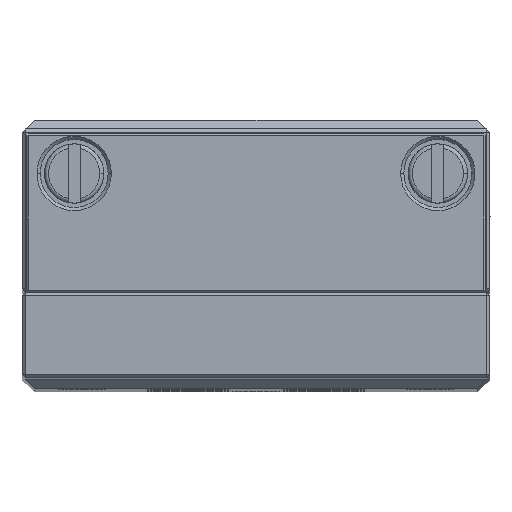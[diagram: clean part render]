
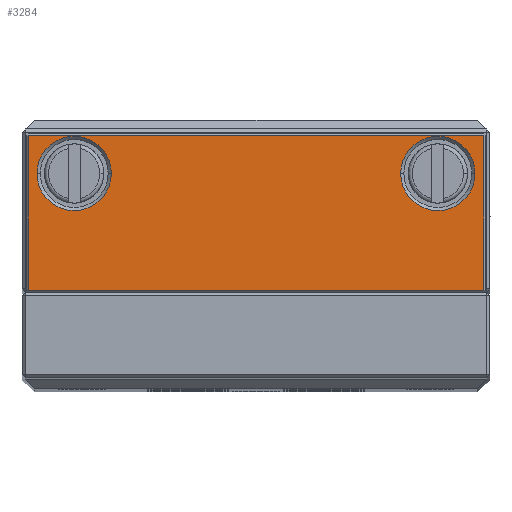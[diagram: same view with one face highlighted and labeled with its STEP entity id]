
A CAD part, top view. The second image highlights one B-rep face of the part: STEP entity #3284.
In plain terms, the highlighted planar face has unit normal (0, 0, 1).
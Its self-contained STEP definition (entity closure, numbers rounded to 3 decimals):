
#465 = FACE_BOUND ( 'NONE', #26565, .T. ) ;
#467 = DIRECTION ( 'NONE',  ( 0., 0., 1. ) ) ;
#471 = FACE_OUTER_BOUND ( 'NONE', #26856, .T. ) ;
#472 = CARTESIAN_POINT ( 'NONE',  ( -14.5, 6.08, 81. ) ) ;
#474 = FACE_BOUND ( 'NONE', #26555, .T. ) ;
#475 = PLANE ( 'NONE',  #34727 ) ;
#476 = DIRECTION ( 'NONE',  ( 1., 0., 0. ) ) ;
#3284 = ADVANCED_FACE ( 'NONE', ( #471, #465, #474 ), #475, .T. ) ;
#3674 = CIRCLE ( 'NONE', #3687, 2.35 ) ;
#3678 = CIRCLE ( 'NONE', #3683, 2.35 ) ;
#3682 = VECTOR ( 'NONE', #7084, 1000. ) ;
#3683 = AXIS2_PLACEMENT_3D ( 'NONE', #7075, #7076, #7077 ) ;
#3685 = VECTOR ( 'NONE', #7093, 1000. ) ;
#3687 = AXIS2_PLACEMENT_3D ( 'NONE', #7080, #7081, #7082 ) ;
#3689 = VECTOR ( 'NONE', #7087, 1000. ) ;
#3691 = VECTOR ( 'NONE', #7090, 1000. ) ;
#7067 = CARTESIAN_POINT ( 'NONE',  ( 14.5, 6.18, 81. ) ) ;
#7074 = LINE ( 'NONE', #7067, #3689 ) ;
#7075 = CARTESIAN_POINT ( 'NONE',  ( -11.5, 13.58, 81. ) ) ;
#7076 = DIRECTION ( 'NONE',  ( 0., 0., -1. ) ) ;
#7077 = DIRECTION ( 'NONE',  ( 1., 0., 0. ) ) ;
#7078 = LINE ( 'NONE', #7079, #3682 ) ;
#7079 = CARTESIAN_POINT ( 'NONE',  ( -14.4, 6.08, 81. ) ) ;
#7080 = CARTESIAN_POINT ( 'NONE',  ( 11.5, 13.58, 81. ) ) ;
#7081 = DIRECTION ( 'NONE',  ( 0., 0., -1. ) ) ;
#7082 = DIRECTION ( 'NONE',  ( 1., 0., 0. ) ) ;
#7083 = LINE ( 'NONE', #7088, #3691 ) ;
#7084 = DIRECTION ( 'NONE',  ( 0., -1., 0. ) ) ;
#7085 = CARTESIAN_POINT ( 'NONE',  ( -14.5, 15.98, 81. ) ) ;
#7086 = LINE ( 'NONE', #7085, #3685 ) ;
#7087 = DIRECTION ( 'NONE',  ( 1., 0., 0. ) ) ;
#7088 = CARTESIAN_POINT ( 'NONE',  ( 14.4, 16.08, 81. ) ) ;
#7090 = DIRECTION ( 'NONE',  ( 0., 1., 0. ) ) ;
#7093 = DIRECTION ( 'NONE',  ( -1., 0., 0. ) ) ;
#7226 = CARTESIAN_POINT ( 'NONE',  ( -9.15, 13.58, 81. ) ) ;
#7262 = CARTESIAN_POINT ( 'NONE',  ( -14.4, 15.98, 81. ) ) ;
#8841 = EDGE_CURVE ( 'NONE', #31028, #30855, #24348, .T. ) ;
#8843 = EDGE_CURVE ( 'NONE', #30649, #30976, #24336, .T. ) ;
#9417 = CARTESIAN_POINT ( 'NONE',  ( 11.5, 13.58, 81. ) ) ;
#9418 = DIRECTION ( 'NONE',  ( 0., 0., -1. ) ) ;
#9419 = DIRECTION ( 'NONE',  ( 1., 0., 0. ) ) ;
#9424 = CARTESIAN_POINT ( 'NONE',  ( -11.5, 13.58, 81. ) ) ;
#9425 = DIRECTION ( 'NONE',  ( 0., 0., -1. ) ) ;
#9426 = DIRECTION ( 'NONE',  ( 1., 0., 0. ) ) ;
#12870 = ORIENTED_EDGE ( 'NONE', *, *, #30539, .T. ) ;
#12874 = ORIENTED_EDGE ( 'NONE', *, *, #30543, .T. ) ;
#12875 = ORIENTED_EDGE ( 'NONE', *, *, #8841, .T. ) ;
#12879 = ORIENTED_EDGE ( 'NONE', *, *, #8843, .T. ) ;
#16567 = ORIENTED_EDGE ( 'NONE', *, *, #30534, .T. ) ;
#16570 = ORIENTED_EDGE ( 'NONE', *, *, #30536, .T. ) ;
#16571 = ORIENTED_EDGE ( 'NONE', *, *, #30546, .T. ) ;
#16572 = ORIENTED_EDGE ( 'NONE', *, *, #30541, .T. ) ;
#24328 = AXIS2_PLACEMENT_3D ( 'NONE', #9424, #9425, #9426 ) ;
#24333 = AXIS2_PLACEMENT_3D ( 'NONE', #9417, #9418, #9419 ) ;
#24336 = CIRCLE ( 'NONE', #24328, 2.35 ) ;
#24348 = CIRCLE ( 'NONE', #24333, 2.35 ) ;
#26555 = EDGE_LOOP ( 'NONE', ( #12879, #16567 ) ) ;
#26565 = EDGE_LOOP ( 'NONE', ( #12875, #16570 ) ) ;
#26856 = EDGE_LOOP ( 'NONE', ( #12870, #16572, #12874, #16571 ) ) ;
#28319 = CARTESIAN_POINT ( 'NONE',  ( 14.4, 6.18, 81. ) ) ;
#28834 = CARTESIAN_POINT ( 'NONE',  ( 9.15, 13.58, 81. ) ) ;
#29251 = CARTESIAN_POINT ( 'NONE',  ( -14.4, 6.18, 81. ) ) ;
#29279 = CARTESIAN_POINT ( 'NONE',  ( -13.85, 13.58, 81. ) ) ;
#29375 = CARTESIAN_POINT ( 'NONE',  ( 13.85, 13.58, 81. ) ) ;
#29561 = CARTESIAN_POINT ( 'NONE',  ( 14.4, 15.98, 81. ) ) ;
#30534 = EDGE_CURVE ( 'NONE', #30976, #30649, #3678, .T. ) ;
#30536 = EDGE_CURVE ( 'NONE', #30855, #31028, #3674, .T. ) ;
#30539 = EDGE_CURVE ( 'NONE', #30668, #30962, #7078, .T. ) ;
#30541 = EDGE_CURVE ( 'NONE', #30962, #30740, #7074, .T. ) ;
#30543 = EDGE_CURVE ( 'NONE', #30740, #31114, #7083, .T. ) ;
#30546 = EDGE_CURVE ( 'NONE', #31114, #30668, #7086, .T. ) ;
#30649 = VERTEX_POINT ( 'NONE', #7226 ) ;
#30668 = VERTEX_POINT ( 'NONE', #7262 ) ;
#30740 = VERTEX_POINT ( 'NONE', #28319 ) ;
#30855 = VERTEX_POINT ( 'NONE', #28834 ) ;
#30962 = VERTEX_POINT ( 'NONE', #29251 ) ;
#30976 = VERTEX_POINT ( 'NONE', #29279 ) ;
#31028 = VERTEX_POINT ( 'NONE', #29375 ) ;
#31114 = VERTEX_POINT ( 'NONE', #29561 ) ;
#34727 = AXIS2_PLACEMENT_3D ( 'NONE', #472, #467, #476 ) ;
